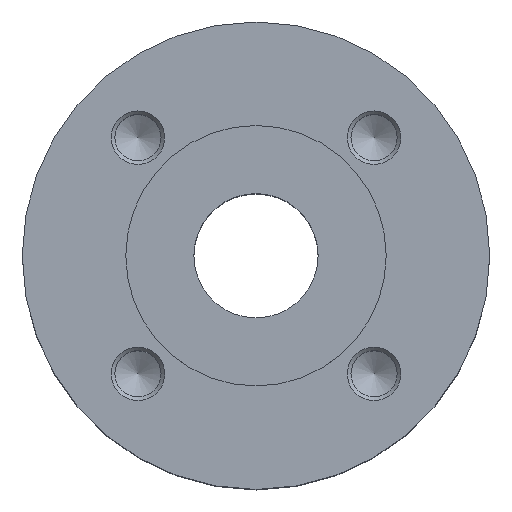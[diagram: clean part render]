
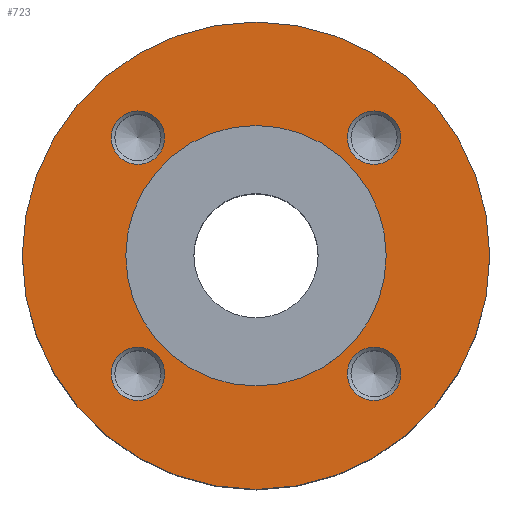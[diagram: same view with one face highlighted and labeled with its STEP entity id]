
A CAD part, top view. The second image highlights one B-rep face of the part: STEP entity #723.
In plain terms, the highlighted planar face has unit normal (0, 0, 1).
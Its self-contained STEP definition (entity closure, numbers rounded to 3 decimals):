
#92=ORIENTED_EDGE('',*,*,#157,.T.);
#93=ORIENTED_EDGE('',*,*,#158,.T.);
#94=ORIENTED_EDGE('',*,*,#159,.T.);
#95=ORIENTED_EDGE('',*,*,#160,.T.);
#96=ORIENTED_EDGE('',*,*,#161,.T.);
#97=ORIENTED_EDGE('',*,*,#156,.F.);
#156=EDGE_CURVE('',#195,#195,#242,.T.);
#157=EDGE_CURVE('',#196,#196,#243,.T.);
#158=EDGE_CURVE('',#197,#197,#244,.T.);
#159=EDGE_CURVE('',#198,#198,#245,.T.);
#160=EDGE_CURVE('',#199,#199,#246,.T.);
#161=EDGE_CURVE('',#200,#200,#247,.T.);
#195=VERTEX_POINT('',#1041);
#196=VERTEX_POINT('',#1044);
#197=VERTEX_POINT('',#1046);
#198=VERTEX_POINT('',#1048);
#199=VERTEX_POINT('',#1050);
#200=VERTEX_POINT('',#1052);
#242=CIRCLE('',#785,70.);
#243=CIRCLE('',#787,39.);
#244=CIRCLE('',#788,8.);
#245=CIRCLE('',#789,8.);
#246=CIRCLE('',#790,8.);
#247=CIRCLE('',#791,8.);
#295=EDGE_LOOP('',(#92));
#296=EDGE_LOOP('',(#93));
#297=EDGE_LOOP('',(#94));
#298=EDGE_LOOP('',(#95));
#299=EDGE_LOOP('',(#96));
#300=EDGE_LOOP('',(#97));
#373=FACE_BOUND('',#295,.T.);
#374=FACE_BOUND('',#296,.T.);
#375=FACE_BOUND('',#297,.T.);
#376=FACE_BOUND('',#298,.T.);
#377=FACE_BOUND('',#299,.T.);
#378=FACE_BOUND('',#300,.T.);
#434=PLANE('',#786);
#723=ADVANCED_FACE('',(#373,#374,#375,#376,#377,#378),#434,.T.);
#785=AXIS2_PLACEMENT_3D('',#1040,#897,#898);
#786=AXIS2_PLACEMENT_3D('',#1042,#899,#900);
#787=AXIS2_PLACEMENT_3D('',#1043,#901,#902);
#788=AXIS2_PLACEMENT_3D('',#1045,#903,#904);
#789=AXIS2_PLACEMENT_3D('',#1047,#905,#906);
#790=AXIS2_PLACEMENT_3D('',#1049,#907,#908);
#791=AXIS2_PLACEMENT_3D('',#1051,#909,#910);
#897=DIRECTION('',(0.,0.,-1.));
#898=DIRECTION('',(-1.,0.,0.));
#899=DIRECTION('',(0.,0.,1.));
#900=DIRECTION('',(1.,0.,0.));
#901=DIRECTION('',(0.,0.,-1.));
#902=DIRECTION('',(-1.,0.,0.));
#903=DIRECTION('',(0.,0.,-1.));
#904=DIRECTION('',(-1.,0.,0.));
#905=DIRECTION('',(0.,0.,-1.));
#906=DIRECTION('',(-1.,0.,0.));
#907=DIRECTION('',(0.,0.,-1.));
#908=DIRECTION('',(-1.,0.,0.));
#909=DIRECTION('',(0.,0.,-1.));
#910=DIRECTION('',(-1.,0.,0.));
#1040=CARTESIAN_POINT('',(0.,0.,-2.));
#1041=CARTESIAN_POINT('',(-70.,0.,-2.));
#1042=CARTESIAN_POINT('',(0.,70.,-2.));
#1043=CARTESIAN_POINT('',(0.,0.,-2.));
#1044=CARTESIAN_POINT('',(-39.,0.,-2.));
#1045=CARTESIAN_POINT('',(-35.355,35.355,-2.));
#1046=CARTESIAN_POINT('',(-43.355,35.355,-2.));
#1047=CARTESIAN_POINT('',(-35.355,-35.355,-2.));
#1048=CARTESIAN_POINT('',(-43.355,-35.355,-2.));
#1049=CARTESIAN_POINT('',(35.355,-35.355,-2.));
#1050=CARTESIAN_POINT('',(27.355,-35.355,-2.));
#1051=CARTESIAN_POINT('',(35.355,35.355,-2.));
#1052=CARTESIAN_POINT('',(27.355,35.355,-2.));
